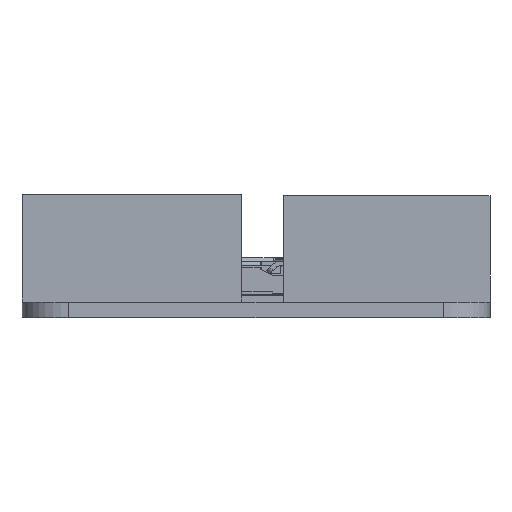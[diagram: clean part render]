
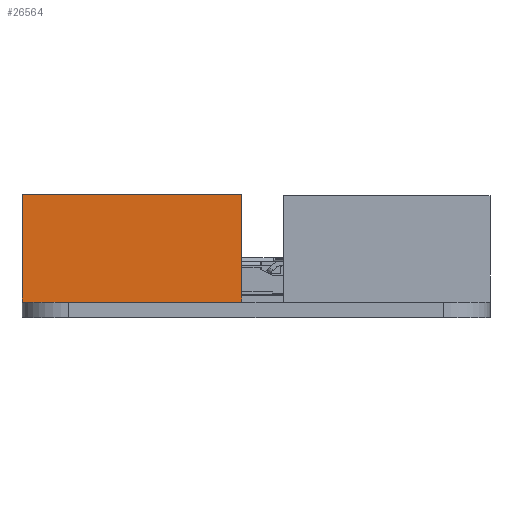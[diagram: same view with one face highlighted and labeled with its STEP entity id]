
A CAD part, left-side view. The second image highlights one B-rep face of the part: STEP entity #26564.
In plain terms, the highlighted planar face has unit normal (-1, 0, 0).
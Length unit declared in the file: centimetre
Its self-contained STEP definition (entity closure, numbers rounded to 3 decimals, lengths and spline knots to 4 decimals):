
#3264=LINE('',#50745,#5525);
#3270=LINE('',#50757,#5531);
#3273=LINE('',#50762,#5534);
#3274=LINE('',#50764,#5535);
#5525=VECTOR('',#36932,1.);
#5531=VECTOR('',#36940,1.);
#5534=VECTOR('',#36947,1.);
#5535=VECTOR('',#36950,1.);
#6176=PLANE('',#29298);
#7781=FACE_OUTER_BOUND('',#9386,.T.);
#9386=EDGE_LOOP('',(#24437,#24438,#24439,#24440));
#12969=VERTEX_POINT('',#50742);
#12970=VERTEX_POINT('',#50744);
#12972=VERTEX_POINT('',#50750);
#12975=VERTEX_POINT('',#50755);
#16792=EDGE_CURVE('',#12969,#12970,#3264,.T.);
#16798=EDGE_CURVE('',#12975,#12972,#3270,.T.);
#16801=EDGE_CURVE('',#12970,#12975,#3273,.T.);
#16802=EDGE_CURVE('',#12969,#12972,#3274,.T.);
#24437=ORIENTED_EDGE('',*,*,#16802,.T.);
#24438=ORIENTED_EDGE('',*,*,#16798,.F.);
#24439=ORIENTED_EDGE('',*,*,#16801,.F.);
#24440=ORIENTED_EDGE('',*,*,#16792,.F.);
#26564=ADVANCED_FACE('',(#7781),#6176,.F.);
#29298=AXIS2_PLACEMENT_3D('',#50763,#36948,#36949);
#36932=DIRECTION('',(0.,-1.,0.));
#36940=DIRECTION('',(0.,1.,0.));
#36947=DIRECTION('',(0.,0.,-1.));
#36948=DIRECTION('center_axis',(1.,0.,0.));
#36949=DIRECTION('ref_axis',(0.,0.,-1.));
#36950=DIRECTION('',(0.,0.,-1.));
#50742=CARTESIAN_POINT('',(-2.545,1.5,0.79));
#50744=CARTESIAN_POINT('',(-2.545,0.09,0.79));
#50745=CARTESIAN_POINT('',(-2.545,0.795,0.79));
#50750=CARTESIAN_POINT('',(-2.545,1.5,0.1));
#50755=CARTESIAN_POINT('',(-2.545,0.09,0.1));
#50757=CARTESIAN_POINT('',(-2.545,0.795,0.1));
#50762=CARTESIAN_POINT('',(-2.545,0.09,0.445));
#50763=CARTESIAN_POINT('Origin',(-2.545,0.795,0.445));
#50764=CARTESIAN_POINT('',(-2.545,1.5,0.445));
